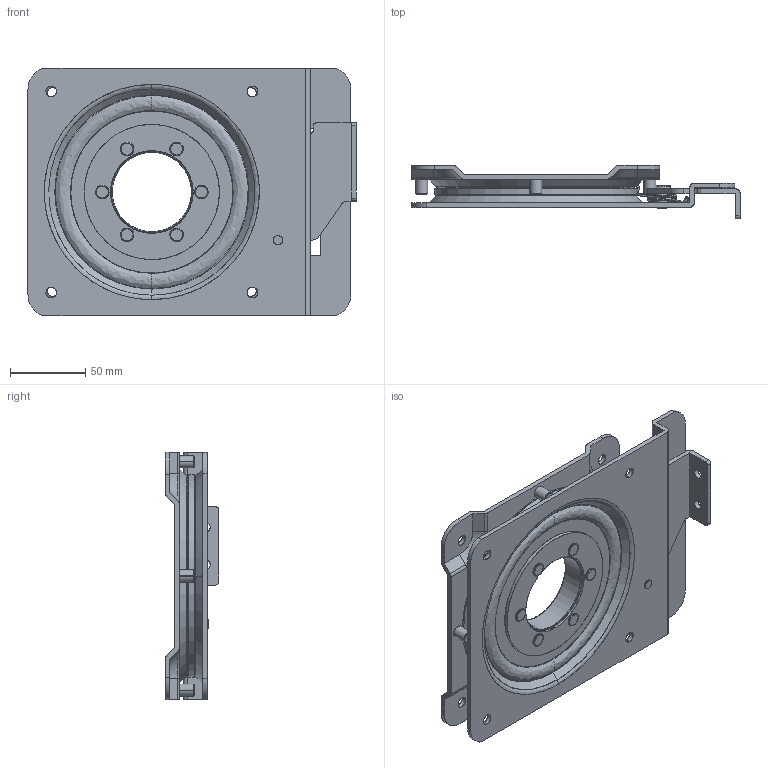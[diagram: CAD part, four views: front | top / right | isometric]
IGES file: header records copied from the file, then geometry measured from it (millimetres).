
Start section: SolidWorks IGES file using analytic representation for surfaces
Global section: file name: GFW-746-IGS.IGS; native system: SolidWorks 2020; preprocessor: SolidWorks 2020; author: Murakami1821; date: 240628.144729; units: millimetre
Bounding box: 218.5 x 35.7 x 165 mm (x, y, z)
Surface area: 176413.5 mm2 (no closed solid volume)
Topology: 0 solids, 0 shells, 575 faces, 9426 edges, 9426 vertices
Faces by surface type: revolution 309, bspline 266
